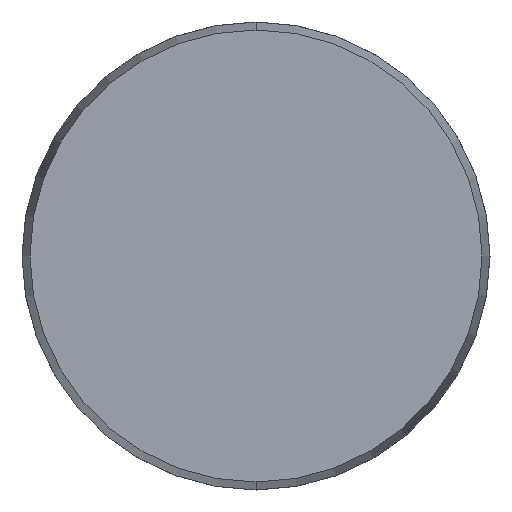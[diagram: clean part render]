
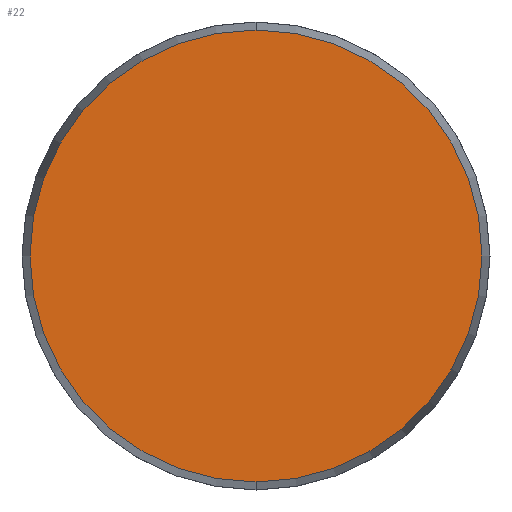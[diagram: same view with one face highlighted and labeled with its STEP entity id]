
A CAD part, front view. The second image highlights one B-rep face of the part: STEP entity #22.
In plain terms, the highlighted planar face has unit normal (0, -1, 0).
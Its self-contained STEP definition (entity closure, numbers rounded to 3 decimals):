
#22 = ADVANCED_FACE ( 'NONE', ( #354 ), #30, .F. ) ;
#30 = PLANE ( 'NONE',  #905 ) ;
#36 = CARTESIAN_POINT ( 'NONE',  ( -24.143, 0., 0. ) ) ;
#87 = DIRECTION ( 'NONE',  ( 0., -1., 0. ) ) ;
#122 = VERTEX_POINT ( 'NONE', #282 ) ;
#199 = DIRECTION ( 'NONE',  ( 0., 1., 0. ) ) ;
#210 = EDGE_CURVE ( 'NONE', #928, #122, #462, .T. ) ;
#231 = CARTESIAN_POINT ( 'NONE',  ( 0., 0., 0. ) ) ;
#282 = CARTESIAN_POINT ( 'NONE',  ( 0., 0., 24.143 ) ) ;
#354 = FACE_OUTER_BOUND ( 'NONE', #670, .T. ) ;
#461 = DIRECTION ( 'NONE',  ( 0., 0., -1. ) ) ;
#462 = CIRCLE ( 'NONE', #871, 24.143 ) ;
#466 = EDGE_CURVE ( 'NONE', #122, #928, #555, .T. ) ;
#555 = CIRCLE ( 'NONE', #931, 24.143 ) ;
#566 = DIRECTION ( 'NONE',  ( 0., 0., 1. ) ) ;
#670 = EDGE_LOOP ( 'NONE', ( #735, #710 ) ) ;
#710 = ORIENTED_EDGE ( 'NONE', *, *, #210, .T. ) ;
#735 = ORIENTED_EDGE ( 'NONE', *, *, #466, .T. ) ;
#751 = DIRECTION ( 'NONE',  ( 0., -1., 0. ) ) ;
#807 = CARTESIAN_POINT ( 'NONE',  ( 0., 0., -24.143 ) ) ;
#823 = CARTESIAN_POINT ( 'NONE',  ( 0., 0., 0. ) ) ;
#871 = AXIS2_PLACEMENT_3D ( 'NONE', #823, #751, #961 ) ;
#905 = AXIS2_PLACEMENT_3D ( 'NONE', #36, #199, #566 ) ;
#928 = VERTEX_POINT ( 'NONE', #807 ) ;
#931 = AXIS2_PLACEMENT_3D ( 'NONE', #231, #87, #461 ) ;
#961 = DIRECTION ( 'NONE',  ( 0., 0., -1. ) ) ;
